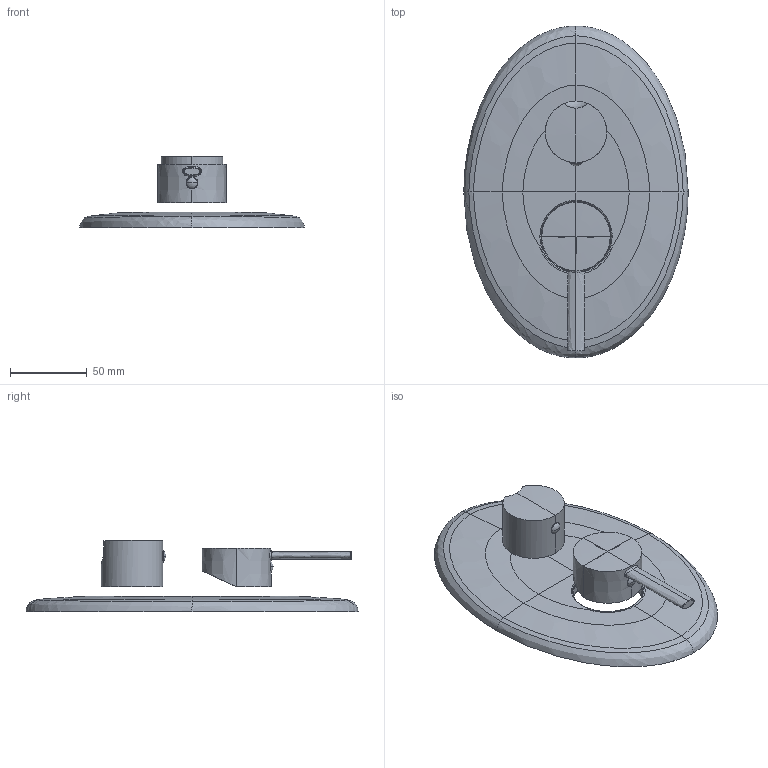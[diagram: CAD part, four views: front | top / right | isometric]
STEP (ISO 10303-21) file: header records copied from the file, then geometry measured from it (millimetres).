
FILE_DESCRIPTION((''),'2;1');
FILE_NAME('BR019CREST','2021-11-08T09:23:02',('ut3'),('PAFFONI SpA'),'CREO PARAMETRIC BY PTC INC, 2020044','CREO PARAMETRIC BY PTC INC, 2020044','');
FILE_SCHEMA(('CONFIG_CONTROL_DESIGN','SHAPE_APPEARANCE_LAYERS_GROUPS'));
Length unit declared in the file: millimetre
Products named in the file (1): BR019CREST
Bounding box: 146 x 216 x 46.5 mm (x, y, z)
Volume: 96585.9 mm3; surface area: 74608.6 mm2
Topology: 3 solids, 4 shells, 284 faces, 708 edges, 419 vertices
Faces by surface type: plane 84, cylinder 81, bspline 63, cone 26, torus 23, sphere 5, extrusion 2
Entity records: 15512 total; most frequent: CARTESIAN_POINT 7167, ORIENTED_EDGE 1380, DIRECTION 1188, EDGE_CURVE 690, AXIS2_PLACEMENT_3D 460, VERTEX_POINT 419, EDGE_LOOP 311, PRESENTATION_STYLE_ASSIGNMENT 286
